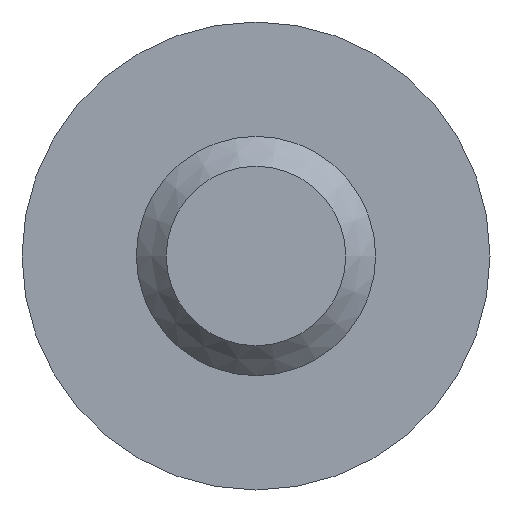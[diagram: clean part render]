
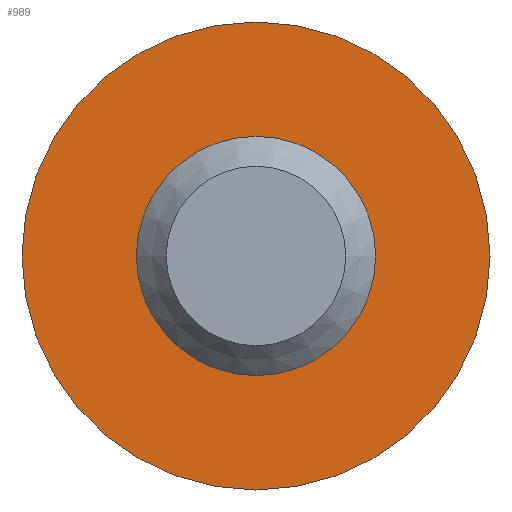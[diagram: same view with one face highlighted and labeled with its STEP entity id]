
A CAD part, front view. The second image highlights one B-rep face of the part: STEP entity #989.
In plain terms, the highlighted planar face has unit normal (0, -1, 0).
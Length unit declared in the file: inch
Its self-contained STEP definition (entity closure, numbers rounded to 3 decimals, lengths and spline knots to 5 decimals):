
#107=CARTESIAN_POINT('',(0.056,0.0,0.0));
#108=VERTEX_POINT('',#107);
#109=CARTESIAN_POINT('',(0.0,0.0,0.0));
#110=DIRECTION('',(0.0,-1.0,0.0));
#111=DIRECTION('',(1.0,0.0,0.0));
#112=AXIS2_PLACEMENT_3D('',#109,#110,#111);
#113=CIRCLE('',#112,0.056);
#114=EDGE_CURVE('',#108,#108,#113,.T.);
#963=CARTESIAN_POINT('',(0.1095,0.,0.0));
#964=VERTEX_POINT('',#963);
#965=CARTESIAN_POINT('',(0.0,0.,0.0));
#966=DIRECTION('',(0.0,-1.0,0.0));
#967=DIRECTION('',(1.0,0.0,0.0));
#968=AXIS2_PLACEMENT_3D('',#965,#966,#967);
#969=CIRCLE('',#968,0.1095);
#970=EDGE_CURVE('',#964,#964,#969,.T.);
#978=CARTESIAN_POINT('',(0.08275,0.,0.0));
#979=DIRECTION('',(0.0,-1.0,0.0));
#980=DIRECTION('',(0.0,0.0,-1.0));
#981=AXIS2_PLACEMENT_3D('',#978,#979,#980);
#982=PLANE('',#981);
#983=ORIENTED_EDGE('',*,*,#970,.T.);
#984=EDGE_LOOP('',(#983));
#985=FACE_OUTER_BOUND('',#984,.T.);
#986=ORIENTED_EDGE('',*,*,#114,.F.);
#987=EDGE_LOOP('',(#986));
#988=FACE_BOUND('',#987,.T.);
#989=ADVANCED_FACE('',(#985,#988),#982,.T.);
